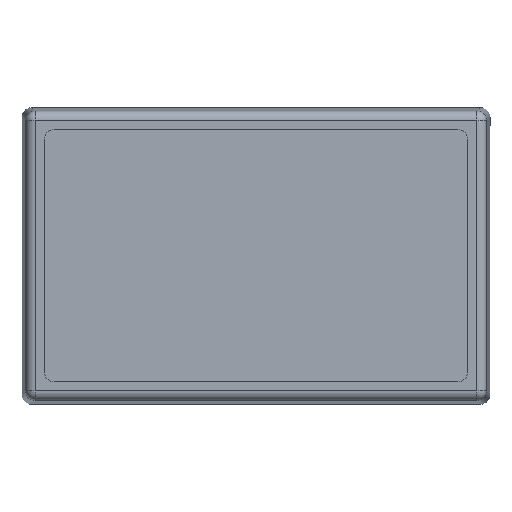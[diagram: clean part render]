
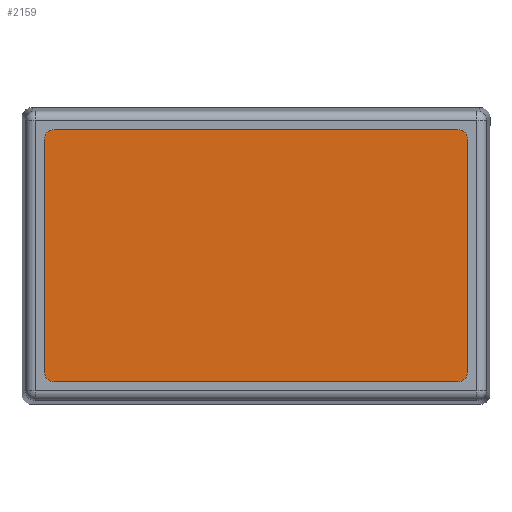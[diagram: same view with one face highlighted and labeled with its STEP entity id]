
A CAD part, top view. The second image highlights one B-rep face of the part: STEP entity #2159.
In plain terms, the highlighted planar face has unit normal (0, 0, 1).
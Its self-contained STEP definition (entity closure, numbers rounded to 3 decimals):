
#53=CIRCLE($,#2253,1.5);
#55=CIRCLE($,#2257,1.5);
#57=CIRCLE($,#2261,1.5);
#59=CIRCLE($,#2265,1.5);
#229=FACE_OUTER_BOUND($,#349,.T.);
#349=EDGE_LOOP($,(#1755,#1756,#1757,#1758,#1759,#1760,#1761,#1762));
#517=LINE($,#3235,#759);
#521=LINE($,#3247,#763);
#524=LINE($,#3258,#766);
#527=LINE($,#3267,#769);
#759=VECTOR($,#2572,37.);
#763=VECTOR($,#2584,64.);
#766=VECTOR($,#2595,64.);
#769=VECTOR($,#2606,37.);
#987=VERTEX_POINT($,#3222);
#988=VERTEX_POINT($,#3223);
#992=VERTEX_POINT($,#3233);
#993=VERTEX_POINT($,#3237);
#996=VERTEX_POINT($,#3245);
#997=VERTEX_POINT($,#3249);
#998=VERTEX_POINT($,#3250);
#1001=VERTEX_POINT($,#3261);
#1211=EDGE_CURVE($,#987,#988,#53,.T.);
#1217=EDGE_CURVE($,#988,#992,#517,.T.);
#1218=EDGE_CURVE($,#992,#993,#55,.T.);
#1223=EDGE_CURVE($,#993,#996,#521,.T.);
#1224=EDGE_CURVE($,#997,#998,#57,.T.);
#1228=EDGE_CURVE($,#998,#987,#524,.T.);
#1230=EDGE_CURVE($,#996,#1001,#59,.T.);
#1233=EDGE_CURVE($,#1001,#997,#527,.T.);
#1755=ORIENTED_EDGE($,*,*,#1211,.T.);
#1756=ORIENTED_EDGE($,*,*,#1217,.T.);
#1757=ORIENTED_EDGE($,*,*,#1218,.T.);
#1758=ORIENTED_EDGE($,*,*,#1223,.T.);
#1759=ORIENTED_EDGE($,*,*,#1230,.T.);
#1760=ORIENTED_EDGE($,*,*,#1233,.T.);
#1761=ORIENTED_EDGE($,*,*,#1224,.T.);
#1762=ORIENTED_EDGE($,*,*,#1228,.T.);
#2056=PLANE($,#2317);
#2159=ADVANCED_FACE($,(#229),#2056,.T.);
#2253=AXIS2_PLACEMENT_3D($,#3224,#2562,#2563);
#2257=AXIS2_PLACEMENT_3D($,#3238,#2575,#2576);
#2261=AXIS2_PLACEMENT_3D($,#3251,#2587,#2588);
#2265=AXIS2_PLACEMENT_3D($,#3262,#2599,#2600);
#2317=AXIS2_PLACEMENT_3D($,#3390,#2753,#2754);
#2562=DIRECTION('center_axis',(0.,0.,
1.));
#2563=DIRECTION('ref_axis',(-0.707,0.707,0.));
#2572=DIRECTION($,(0.,-1.,0.));
#2575=DIRECTION('center_axis',(0.,0.,
1.));
#2576=DIRECTION('ref_axis',(-0.707,-0.707,0.));
#2584=DIRECTION($,(1.,0.,0.));
#2587=DIRECTION('center_axis',(0.,0.,
1.));
#2588=DIRECTION('ref_axis',(0.707,0.707,0.));
#2595=DIRECTION($,(-1.,0.,0.));
#2599=DIRECTION('center_axis',(0.,0.,
1.));
#2600=DIRECTION('ref_axis',(0.707,-0.707,0.));
#2606=DIRECTION($,(0.,1.,0.));
#2753=DIRECTION('center_axis',(0.,0.,
1.));
#2754=DIRECTION('ref_axis',(1.,0.,0.));
#3222=CARTESIAN_POINT('',(5.1,43.5,22.9));
#3223=CARTESIAN_POINT('',(3.6,42.,22.9));
#3224=CARTESIAN_POINT('Origin',(5.1,42.,22.9));
#3233=CARTESIAN_POINT('',(3.6,5.,22.9));
#3235=CARTESIAN_POINT($,(3.6,3.5,22.9));
#3237=CARTESIAN_POINT('',(5.1,3.5,22.9));
#3238=CARTESIAN_POINT('Origin',(5.1,5.,22.9));
#3245=CARTESIAN_POINT('',(69.1,3.5,22.9));
#3247=CARTESIAN_POINT($,(70.6,3.5,22.9));
#3249=CARTESIAN_POINT('',(70.6,42.,22.9));
#3250=CARTESIAN_POINT('',(69.1,43.5,22.9));
#3251=CARTESIAN_POINT('Origin',(69.1,42.,22.9));
#3258=CARTESIAN_POINT($,(3.6,43.5,22.9));
#3261=CARTESIAN_POINT('',(70.6,5.,22.9));
#3262=CARTESIAN_POINT('Origin',(69.1,5.,22.9));
#3267=CARTESIAN_POINT($,(70.6,43.5,22.9));
#3390=CARTESIAN_POINT('Origin',(37.1,23.5,22.9));
